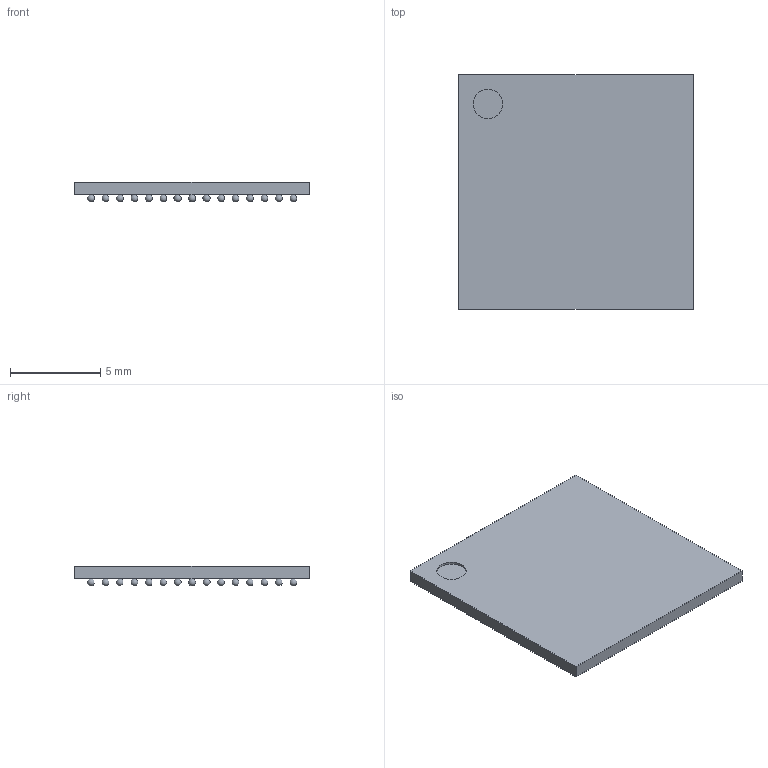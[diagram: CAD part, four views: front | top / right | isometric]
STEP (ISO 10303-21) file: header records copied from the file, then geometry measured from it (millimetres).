
FILE_DESCRIPTION(('CAx-IF Rec.Pracs.---Model Styling and Organization---1.5---2016-08-15','CAx-IF Rec.Pracs.---Geometric and Assembly Validation Properties---4.4---2016-08-17','CAx-IF Rec.Pracs.---User Defined Attributes---1.5---2016-08-15','CAx-IF Rec.Pracs.---External References---2.1---2005-01-19'),'2;1');
FILE_NAME('231750.5.1.step','2025-07-29T06:52:20',('Unspecified'),('Unspecified'),'CAD Exchanger 3.10.2 (cadexchanger.com)','Unspecified','');
FILE_SCHEMA(('AUTOMOTIVE_DESIGN { 1 0 10303 214 1 1 1 1 }'));
Length unit declared in the file: millimetre
Products named in the file (218): ASSEMBLY; A1; A2; A3; A4; A5; A6; A7; A8; A9; A10; A11; A12; A13; A14; A15; B1; B2; B3; B4; B5; B6; B7; B8; B9; B10; B11; B12; B13; B14; B15; C1; C2; C3; C4; C5; C6; C7; C8; C9 ...
Assembly tree (217 placements, depth 2):
  ASSEMBLY
    A1
    A2
    A3
    A4
    A5
    A6
    A7
    A8
    A9
    A10
    A11
    A12
    A13
    A14
    A15
    B1
    B2
    B3
    B4
    B5
    B6
    B7
    B8
    B9
    B10
    B11
    B12
    B13
    B14
    B15
    C1
    C2
    C3
    C4
    C5
    C6
    C7
    C8
    C9
    C10
    C11
    C12
    C13
    C14
    C15
    D1
    D2
    D3
    D4
    D5
    D6
    D7
    D8
    D9
    D10
    D11
    D12
    D13
    D14
Bounding box: 13 x 13 x 1.1 mm (x, y, z)
Volume: 125.3 mm3; surface area: 483.5 mm2
Topology: 217 solids, 217 shells, 224 faces, 663 edges, 442 vertices
Faces by surface type: sphere 216, plane 7, cylinder 1
Full cylindrical faces by diameter (mm): 1.625 x1
Entity records: 11247 total; most frequent: CARTESIAN_POINT 2626, DIRECTION 899, ORIENTED_EDGE 462, AXIS2_PLACEMENT_3D 443, VERTEX_POINT 442, PRODUCT_DEFINITION_SHAPE 435, EDGE_CURVE 231, FACE_BOUND 225
